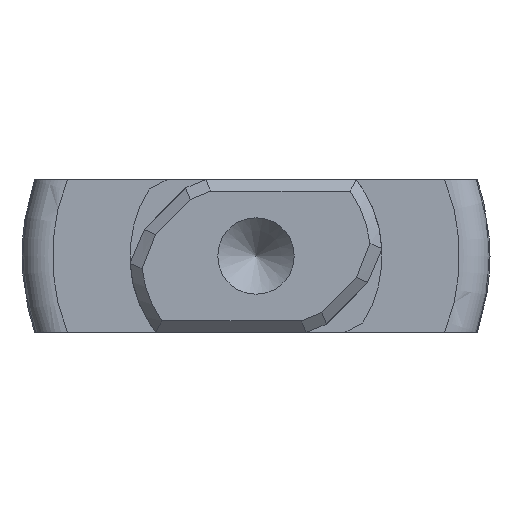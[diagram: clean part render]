
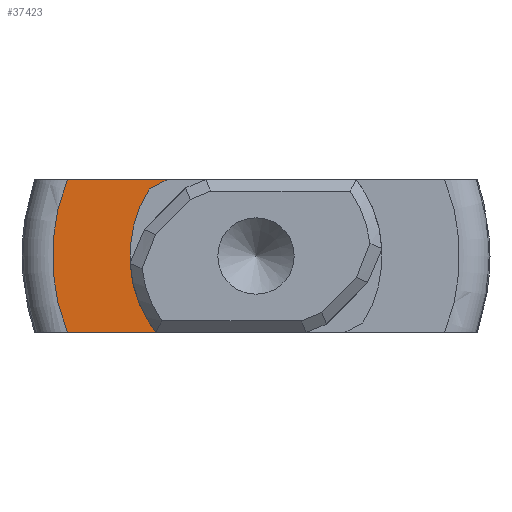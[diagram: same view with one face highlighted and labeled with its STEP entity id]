
A CAD part, left-side view. The second image highlights one B-rep face of the part: STEP entity #37423.
In plain terms, the highlighted planar face has unit normal (-1, 0, 0).
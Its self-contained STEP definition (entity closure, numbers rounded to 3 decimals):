
#722 = PLANE('',#723);
#723 = AXIS2_PLACEMENT_3D('',#724,#725,#726);
#724 = CARTESIAN_POINT('',(-6.25,-6.25,2.));
#725 = DIRECTION('',(0.,0.,1.));
#726 = DIRECTION('',(0.,1.,0.));
#16120 = VERTEX_POINT('',#16121);
#16121 = CARTESIAN_POINT('',(0.,4.94,2.));
#16155 = TOROIDAL_SURFACE('',#16156,5.329,0.8);
#16156 = AXIS2_PLACEMENT_3D('',#16157,#16158,#16159);
#16157 = CARTESIAN_POINT('',(0.8,0.,0.));
#16158 = DIRECTION('',(1.,0.,0.));
#16159 = DIRECTION('',(0.,0.,-1.));
#16189 = EDGE_CURVE('',#16120,#16190,#16192,.T.);
#16190 = VERTEX_POINT('',#16191);
#16191 = CARTESIAN_POINT('',(0.,2.327,2.));
#16192 = SURFACE_CURVE('',#16193,(#16197,#16204),.PCURVE_S1.);
#16193 = LINE('',#16194,#16195);
#16194 = CARTESIAN_POINT('',(0.,5.79,2.));
#16195 = VECTOR('',#16196,1.);
#16196 = DIRECTION('',(0.,-1.,0.));
#16197 = PCURVE('',#722,#16198);
#16198 = DEFINITIONAL_REPRESENTATION('',(#16199),#16203);
#16199 = LINE('',#16200,#16201);
#16200 = CARTESIAN_POINT('',(12.04,-6.25));
#16201 = VECTOR('',#16202,1.);
#16202 = DIRECTION('',(-1.,-0.));
#16203 = ( GEOMETRIC_REPRESENTATION_CONTEXT(2) 
PARAMETRIC_REPRESENTATION_CONTEXT() REPRESENTATION_CONTEXT('2D SPACE',''
  ) );
#16204 = PCURVE('',#16205,#16210);
#16205 = PLANE('',#16206);
#16206 = AXIS2_PLACEMENT_3D('',#16207,#16208,#16209);
#16207 = CARTESIAN_POINT('',(0.,5.329,
    0.));
#16208 = DIRECTION('',(-1.,0.,0.));
#16209 = DIRECTION('',(0.,0.,1.));
#16210 = DEFINITIONAL_REPRESENTATION('',(#16211),#16215);
#16211 = LINE('',#16212,#16213);
#16212 = CARTESIAN_POINT('',(2.,0.46));
#16213 = VECTOR('',#16214,1.);
#16214 = DIRECTION('',(0.,-1.));
#16215 = ( GEOMETRIC_REPRESENTATION_CONTEXT(2) 
PARAMETRIC_REPRESENTATION_CONTEXT() REPRESENTATION_CONTEXT('2D SPACE',''
  ) );
#16233 = PLANE('',#16234);
#16234 = AXIS2_PLACEMENT_3D('',#16235,#16236,#16237);
#16235 = CARTESIAN_POINT('',(-50.813,2.561,1.878));
#16236 = DIRECTION('',(0.,0.464,0.886)
  );
#16237 = DIRECTION('',(1.,0.,0.));
#33615 = PLANE('',#33616);
#33616 = AXIS2_PLACEMENT_3D('',#33617,#33618,#33619);
#33617 = CARTESIAN_POINT('',(-6.25,6.25,-2.));
#33618 = DIRECTION('',(0.,0.,-1.));
#33619 = DIRECTION('',(0.,-1.,0.));
#35704 = PLANE('',#35705);
#35705 = AXIS2_PLACEMENT_3D('',#35706,#35707,#35708);
#35706 = CARTESIAN_POINT('',(-50.813,2.561,-1.878));
#35707 = DIRECTION('',(0.,0.464,-0.886)
  );
#35708 = DIRECTION('',(-1.,0.,0.));
#35724 = VERTEX_POINT('',#35725);
#35725 = CARTESIAN_POINT('',(0.,2.795,
    -1.755));
#35739 = CYLINDRICAL_SURFACE('',#35740,3.3);
#35740 = AXIS2_PLACEMENT_3D('',#35741,#35742,#35743);
#35741 = CARTESIAN_POINT('',(-50.813,0.,
    0.));
#35742 = DIRECTION('',(1.,0.,0.));
#35743 = DIRECTION('',(0.,1.,0.));
#35751 = EDGE_CURVE('',#35752,#35724,#35754,.T.);
#35752 = VERTEX_POINT('',#35753);
#35753 = CARTESIAN_POINT('',(0.,2.327,-2.));
#35754 = SURFACE_CURVE('',#35755,(#35759,#35766),.PCURVE_S1.);
#35755 = LINE('',#35756,#35757);
#35756 = CARTESIAN_POINT('',(0.,4.033,-1.107));
#35757 = VECTOR('',#35758,1.);
#35758 = DIRECTION('',(0.,0.886,0.464)
  );
#35759 = PCURVE('',#35704,#35760);
#35760 = DEFINITIONAL_REPRESENTATION('',(#35761),#35765);
#35761 = LINE('',#35762,#35763);
#35762 = CARTESIAN_POINT('',(-50.813,1.662));
#35763 = VECTOR('',#35764,1.);
#35764 = DIRECTION('',(0.,1.));
#35765 = ( GEOMETRIC_REPRESENTATION_CONTEXT(2) 
PARAMETRIC_REPRESENTATION_CONTEXT() REPRESENTATION_CONTEXT('2D SPACE',''
  ) );
#35766 = PCURVE('',#16205,#35767);
#35767 = DEFINITIONAL_REPRESENTATION('',(#35768),#35772);
#35768 = LINE('',#35769,#35770);
#35769 = CARTESIAN_POINT('',(-1.107,-1.296));
#35770 = VECTOR('',#35771,1.);
#35771 = DIRECTION('',(0.464,0.886));
#35772 = ( GEOMETRIC_REPRESENTATION_CONTEXT(2) 
PARAMETRIC_REPRESENTATION_CONTEXT() REPRESENTATION_CONTEXT('2D SPACE',''
  ) );
#36260 = EDGE_CURVE('',#35752,#36261,#36263,.T.);
#36261 = VERTEX_POINT('',#36262);
#36262 = CARTESIAN_POINT('',(0.,4.94,-2.));
#36263 = SURFACE_CURVE('',#36264,(#36268,#36275),.PCURVE_S1.);
#36264 = LINE('',#36265,#36266);
#36265 = CARTESIAN_POINT('',(0.,-0.46,-2.));
#36266 = VECTOR('',#36267,1.);
#36267 = DIRECTION('',(0.,1.,0.));
#36268 = PCURVE('',#33615,#36269);
#36269 = DEFINITIONAL_REPRESENTATION('',(#36270),#36274);
#36270 = LINE('',#36271,#36272);
#36271 = CARTESIAN_POINT('',(6.71,-6.25));
#36272 = VECTOR('',#36273,1.);
#36273 = DIRECTION('',(-1.,-0.));
#36274 = ( GEOMETRIC_REPRESENTATION_CONTEXT(2) 
PARAMETRIC_REPRESENTATION_CONTEXT() REPRESENTATION_CONTEXT('2D SPACE',''
  ) );
#36275 = PCURVE('',#16205,#36276);
#36276 = DEFINITIONAL_REPRESENTATION('',(#36277),#36281);
#36277 = LINE('',#36278,#36279);
#36278 = CARTESIAN_POINT('',(-2.,-5.79));
#36279 = VECTOR('',#36280,1.);
#36280 = DIRECTION('',(0.,1.));
#36281 = ( GEOMETRIC_REPRESENTATION_CONTEXT(2) 
PARAMETRIC_REPRESENTATION_CONTEXT() REPRESENTATION_CONTEXT('2D SPACE',''
  ) );
#36904 = EDGE_CURVE('',#36905,#16190,#36907,.T.);
#36905 = VERTEX_POINT('',#36906);
#36906 = CARTESIAN_POINT('',(0.,2.795,
    1.755));
#36907 = SURFACE_CURVE('',#36908,(#36912,#36919),.PCURVE_S1.);
#36908 = LINE('',#36909,#36910);
#36909 = CARTESIAN_POINT('',(0.,4.033,1.107));
#36910 = VECTOR('',#36911,1.);
#36911 = DIRECTION('',(0.,-0.886,0.464)
  );
#36912 = PCURVE('',#16233,#36913);
#36913 = DEFINITIONAL_REPRESENTATION('',(#36914),#36918);
#36914 = LINE('',#36915,#36916);
#36915 = CARTESIAN_POINT('',(50.813,1.662));
#36916 = VECTOR('',#36917,1.);
#36917 = DIRECTION('',(0.,-1.));
#36918 = ( GEOMETRIC_REPRESENTATION_CONTEXT(2) 
PARAMETRIC_REPRESENTATION_CONTEXT() REPRESENTATION_CONTEXT('2D SPACE',''
  ) );
#36919 = PCURVE('',#16205,#36920);
#36920 = DEFINITIONAL_REPRESENTATION('',(#36921),#36925);
#36921 = LINE('',#36922,#36923);
#36922 = CARTESIAN_POINT('',(1.107,-1.296));
#36923 = VECTOR('',#36924,1.);
#36924 = DIRECTION('',(0.464,-0.886));
#36925 = ( GEOMETRIC_REPRESENTATION_CONTEXT(2) 
PARAMETRIC_REPRESENTATION_CONTEXT() REPRESENTATION_CONTEXT('2D SPACE',''
  ) );
#36954 = EDGE_CURVE('',#35724,#36905,#36955,.T.);
#36955 = SURFACE_CURVE('',#36956,(#36961,#36968),.PCURVE_S1.);
#36956 = CIRCLE('',#36957,3.3);
#36957 = AXIS2_PLACEMENT_3D('',#36958,#36959,#36960);
#36958 = CARTESIAN_POINT('',(0.,0.,
    0.));
#36959 = DIRECTION('',(1.,0.,0.));
#36960 = DIRECTION('',(0.,0.,1.));
#36961 = PCURVE('',#35739,#36962);
#36962 = DEFINITIONAL_REPRESENTATION('',(#36963),#36967);
#36963 = LINE('',#36964,#36965);
#36964 = CARTESIAN_POINT('',(1.571,50.813));
#36965 = VECTOR('',#36966,1.);
#36966 = DIRECTION('',(1.,0.));
#36967 = ( GEOMETRIC_REPRESENTATION_CONTEXT(2) 
PARAMETRIC_REPRESENTATION_CONTEXT() REPRESENTATION_CONTEXT('2D SPACE',''
  ) );
#36968 = PCURVE('',#16205,#36969);
#36969 = DEFINITIONAL_REPRESENTATION('',(#36970),#36978);
#36970 = ( BOUNDED_CURVE() B_SPLINE_CURVE(2,(#36971,#36972,#36973,#36974
    ,#36975,#36976,#36977),.UNSPECIFIED.,.T.,.F.) 
B_SPLINE_CURVE_WITH_KNOTS((1,2,2,2,2,1),(-2.094,0.,
    2.094,4.189,6.283,8.378),
.UNSPECIFIED.) CURVE() GEOMETRIC_REPRESENTATION_ITEM() 
RATIONAL_B_SPLINE_CURVE((1.,0.5,1.,0.5,1.,0.5,1.)) REPRESENTATION_ITEM(
  '') );
#36971 = CARTESIAN_POINT('',(3.3,-5.329));
#36972 = CARTESIAN_POINT('',(3.3,-11.045));
#36973 = CARTESIAN_POINT('',(-1.65,-8.187));
#36974 = CARTESIAN_POINT('',(-6.6,-5.329));
#36975 = CARTESIAN_POINT('',(-1.65,-2.471));
#36976 = CARTESIAN_POINT('',(3.3,0.387));
#36977 = CARTESIAN_POINT('',(3.3,-5.329));
#36978 = ( GEOMETRIC_REPRESENTATION_CONTEXT(2) 
PARAMETRIC_REPRESENTATION_CONTEXT() REPRESENTATION_CONTEXT('2D SPACE',''
  ) );
#37423 = ADVANCED_FACE('',(#37424),#16205,.T.);
#37424 = FACE_BOUND('',#37425,.T.);
#37425 = EDGE_LOOP('',(#37426,#37427,#37428,#37429,#37455,#37456));
#37426 = ORIENTED_EDGE('',*,*,#36954,.T.);
#37427 = ORIENTED_EDGE('',*,*,#36904,.T.);
#37428 = ORIENTED_EDGE('',*,*,#16189,.F.);
#37429 = ORIENTED_EDGE('',*,*,#37430,.F.);
#37430 = EDGE_CURVE('',#36261,#16120,#37431,.T.);
#37431 = SURFACE_CURVE('',#37432,(#37437,#37448),.PCURVE_S1.);
#37432 = CIRCLE('',#37433,5.329);
#37433 = AXIS2_PLACEMENT_3D('',#37434,#37435,#37436);
#37434 = CARTESIAN_POINT('',(0.,0.,0.)
  );
#37435 = DIRECTION('',(1.,0.,0.));
#37436 = DIRECTION('',(0.,0.,1.));
#37437 = PCURVE('',#16205,#37438);
#37438 = DEFINITIONAL_REPRESENTATION('',(#37439),#37447);
#37439 = ( BOUNDED_CURVE() B_SPLINE_CURVE(2,(#37440,#37441,#37442,#37443
    ,#37444,#37445,#37446),.UNSPECIFIED.,.T.,.F.) 
B_SPLINE_CURVE_WITH_KNOTS((1,2,2,2,2,1),(-2.094,0.,
    2.094,4.189,6.283,8.378),
.UNSPECIFIED.) CURVE() GEOMETRIC_REPRESENTATION_ITEM() 
RATIONAL_B_SPLINE_CURVE((1.,0.5,1.,0.5,1.,0.5,1.)) REPRESENTATION_ITEM(
  '') );
#37440 = CARTESIAN_POINT('',(5.329,-5.329));
#37441 = CARTESIAN_POINT('',(5.329,-14.56));
#37442 = CARTESIAN_POINT('',(-2.665,-9.945));
#37443 = CARTESIAN_POINT('',(-10.659,-5.329));
#37444 = CARTESIAN_POINT('',(-2.665,-0.714));
#37445 = CARTESIAN_POINT('',(5.329,3.901));
#37446 = CARTESIAN_POINT('',(5.329,-5.329));
#37447 = ( GEOMETRIC_REPRESENTATION_CONTEXT(2) 
PARAMETRIC_REPRESENTATION_CONTEXT() REPRESENTATION_CONTEXT('2D SPACE',''
  ) );
#37448 = PCURVE('',#16155,#37449);
#37449 = DEFINITIONAL_REPRESENTATION('',(#37450),#37454);
#37450 = LINE('',#37451,#37452);
#37451 = CARTESIAN_POINT('',(-3.142,4.712));
#37452 = VECTOR('',#37453,1.);
#37453 = DIRECTION('',(1.,0.));
#37454 = ( GEOMETRIC_REPRESENTATION_CONTEXT(2) 
PARAMETRIC_REPRESENTATION_CONTEXT() REPRESENTATION_CONTEXT('2D SPACE',''
  ) );
#37455 = ORIENTED_EDGE('',*,*,#36260,.F.);
#37456 = ORIENTED_EDGE('',*,*,#35751,.T.);
